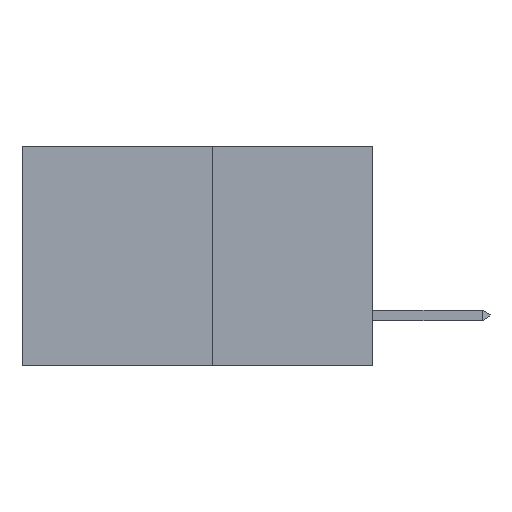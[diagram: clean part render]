
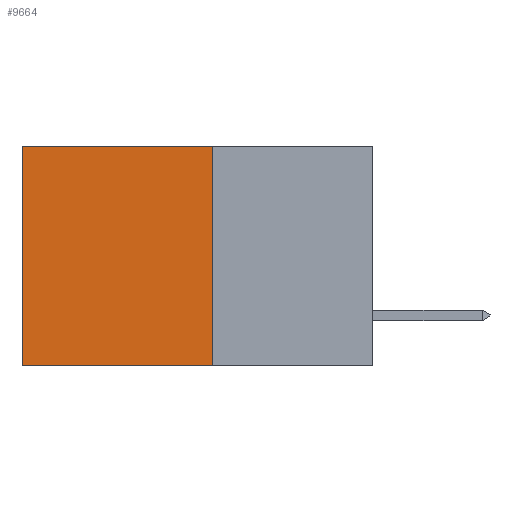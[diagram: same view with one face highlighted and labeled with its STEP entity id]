
A CAD part, left-side view. The second image highlights one B-rep face of the part: STEP entity #9664.
In plain terms, the highlighted planar face has unit normal (-1, 0, 0).
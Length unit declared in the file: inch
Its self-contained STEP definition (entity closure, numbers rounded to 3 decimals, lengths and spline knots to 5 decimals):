
#40 = EDGE_CURVE ( 'NONE', #4210, #2174, #5161, .T. ) ;
#559 = EDGE_LOOP ( 'NONE', ( #741, #2812, #10161, #6338 ) ) ;
#741 = ORIENTED_EDGE ( 'NONE', *, *, #1944, .T. ) ;
#1374 = VERTEX_POINT ( 'NONE', #8702 ) ;
#1643 = LINE ( 'NONE', #6970, #10122 ) ;
#1740 = CARTESIAN_POINT ( 'NONE',  ( 0.277, 0.27, -0.37 ) ) ;
#1923 = CARTESIAN_POINT ( 'NONE',  ( 0.277, 0.59, -0.37 ) ) ;
#1944 = EDGE_CURVE ( 'NONE', #1374, #2174, #5238, .T. ) ;
#2027 = EDGE_CURVE ( 'NONE', #4797, #1374, #6122, .T. ) ;
#2168 = CARTESIAN_POINT ( 'NONE',  ( 0.277, 0.27, -0.37 ) ) ;
#2174 = VERTEX_POINT ( 'NONE', #1923 ) ;
#2812 = ORIENTED_EDGE ( 'NONE', *, *, #40, .F. ) ;
#2862 = EDGE_CURVE ( 'NONE', #4797, #4210, #1643, .T. ) ;
#3494 = DIRECTION ( 'NONE',  ( 0., 0., -1. ) ) ;
#3573 = VECTOR ( 'NONE', #6161, 39.37008 ) ;
#4210 = VERTEX_POINT ( 'NONE', #2168 ) ;
#4797 = VERTEX_POINT ( 'NONE', #10100 ) ;
#5103 = DIRECTION ( 'NONE',  ( 1., 0., 0. ) ) ;
#5161 = LINE ( 'NONE', #9836, #7318 ) ;
#5238 = LINE ( 'NONE', #7204, #3573 ) ;
#5915 = FACE_OUTER_BOUND ( 'NONE', #559, .T. ) ;
#6039 = CARTESIAN_POINT ( 'NONE',  ( 0.277, 0.27, 0. ) ) ;
#6122 = LINE ( 'NONE', #6039, #10130 ) ;
#6133 = DIRECTION ( 'NONE',  ( 0., 1., 0. ) ) ;
#6161 = DIRECTION ( 'NONE',  ( 0., 0., -1. ) ) ;
#6338 = ORIENTED_EDGE ( 'NONE', *, *, #2027, .T. ) ;
#6931 = DIRECTION ( 'NONE',  ( 0., 1., 0. ) ) ;
#6970 = CARTESIAN_POINT ( 'NONE',  ( 0.277, 0.27, -0.37 ) ) ;
#7204 = CARTESIAN_POINT ( 'NONE',  ( 0.277, 0.59, -0.37 ) ) ;
#7281 = AXIS2_PLACEMENT_3D ( 'NONE', #1740, #5103, #3494 ) ;
#7318 = VECTOR ( 'NONE', #6931, 39.37008 ) ;
#7535 = DIRECTION ( 'NONE',  ( 0., 0., -1. ) ) ;
#8301 = PLANE ( 'NONE',  #7281 ) ;
#8702 = CARTESIAN_POINT ( 'NONE',  ( 0.277, 0.59, 0. ) ) ;
#9664 = ADVANCED_FACE ( 'NONE', ( #5915 ), #8301, .F. ) ;
#9836 = CARTESIAN_POINT ( 'NONE',  ( 0.277, 0.27, -0.37 ) ) ;
#10100 = CARTESIAN_POINT ( 'NONE',  ( 0.277, 0.27, 0. ) ) ;
#10122 = VECTOR ( 'NONE', #7535, 39.37008 ) ;
#10130 = VECTOR ( 'NONE', #6133, 39.37008 ) ;
#10161 = ORIENTED_EDGE ( 'NONE', *, *, #2862, .F. ) ;
